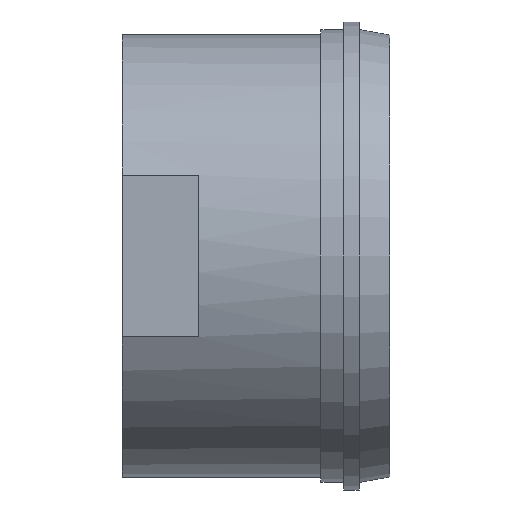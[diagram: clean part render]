
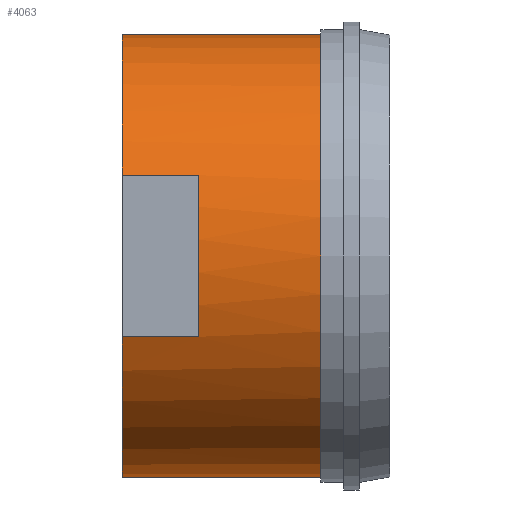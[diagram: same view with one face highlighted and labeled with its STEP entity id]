
A CAD part, front view. The second image highlights one B-rep face of the part: STEP entity #4063.
In plain terms, the highlighted cylindrical face has radius 29 mm (diameter 58 mm), a partial arc.
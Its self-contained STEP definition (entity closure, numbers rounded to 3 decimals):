
#15 = VERTEX_POINT ( 'NONE', #2559 ) ;
#28 = DIRECTION ( 'NONE',  ( -1., 0., 0. ) ) ;
#69 = EDGE_CURVE ( 'NONE', #181, #3984, #422, .T. ) ;
#73 = CARTESIAN_POINT ( 'NONE',  ( -9., 0., 0. ) ) ;
#137 = LINE ( 'NONE', #1443, #2472 ) ;
#181 = VERTEX_POINT ( 'NONE', #716 ) ;
#202 = EDGE_CURVE ( 'NONE', #181, #3767, #137, .T. ) ;
#204 = AXIS2_PLACEMENT_3D ( 'NONE', #1619, #28, #333 ) ;
#333 = DIRECTION ( 'NONE',  ( 0., 0., 1. ) ) ;
#422 = CIRCLE ( 'NONE', #2680, 29. ) ;
#453 = DIRECTION ( 'NONE',  ( -1., 0., 0. ) ) ;
#501 = ORIENTED_EDGE ( 'NONE', *, *, #69, .F. ) ;
#558 = DIRECTION ( 'NONE',  ( -1., 0., 0. ) ) ;
#648 = EDGE_CURVE ( 'NONE', #4125, #3658, #2341, .T. ) ;
#714 = DIRECTION ( 'NONE',  ( 0., 0., 1. ) ) ;
#716 = CARTESIAN_POINT ( 'NONE',  ( -35., -27., 10.583 ) ) ;
#752 = AXIS2_PLACEMENT_3D ( 'NONE', #2156, #3146, #3170 ) ;
#785 = EDGE_CURVE ( 'NONE', #2591, #3767, #3094, .T. ) ;
#1060 = DIRECTION ( 'NONE',  ( 1., 0., 0. ) ) ;
#1153 = EDGE_CURVE ( 'NONE', #4125, #15, #2900, .T. ) ;
#1162 = CARTESIAN_POINT ( 'NONE',  ( -35., -27., -10.583 ) ) ;
#1243 = VECTOR ( 'NONE', #2264, 1000. ) ;
#1266 = EDGE_LOOP ( 'NONE', ( #2235, #2826, #4161, #501, #3827, #1865, #2669, #2432 ) ) ;
#1443 = CARTESIAN_POINT ( 'NONE',  ( -45.952, -27., 10.583 ) ) ;
#1513 = VERTEX_POINT ( 'NONE', #1162 ) ;
#1586 = CARTESIAN_POINT ( 'NONE',  ( -45.952, -27., -10.583 ) ) ;
#1619 = CARTESIAN_POINT ( 'NONE',  ( -45.952, 0., 0. ) ) ;
#1865 = ORIENTED_EDGE ( 'NONE', *, *, #785, .F. ) ;
#1924 = VECTOR ( 'NONE', #3497, 1000. ) ;
#2156 = CARTESIAN_POINT ( 'NONE',  ( -35., 0., 0. ) ) ;
#2202 = CARTESIAN_POINT ( 'NONE',  ( -25., -27., 10.583 ) ) ;
#2235 = ORIENTED_EDGE ( 'NONE', *, *, #1153, .F. ) ;
#2264 = DIRECTION ( 'NONE',  ( -1., 0., 0. ) ) ;
#2341 = CIRCLE ( 'NONE', #3012, 29. ) ;
#2353 = DIRECTION ( 'NONE',  ( -1., 0., 0. ) ) ;
#2359 = EDGE_CURVE ( 'NONE', #3658, #3984, #4204, .T. ) ;
#2432 = ORIENTED_EDGE ( 'NONE', *, *, #3746, .F. ) ;
#2472 = VECTOR ( 'NONE', #1060, 1000. ) ;
#2524 = VECTOR ( 'NONE', #2933, 1000. ) ;
#2559 = CARTESIAN_POINT ( 'NONE',  ( -35., 0., -29. ) ) ;
#2591 = VERTEX_POINT ( 'NONE', #3641 ) ;
#2669 = ORIENTED_EDGE ( 'NONE', *, *, #3174, .T. ) ;
#2680 = AXIS2_PLACEMENT_3D ( 'NONE', #3977, #453, #714 ) ;
#2826 = ORIENTED_EDGE ( 'NONE', *, *, #648, .T. ) ;
#2885 = CARTESIAN_POINT ( 'NONE',  ( -35., 0., 29. ) ) ;
#2900 = LINE ( 'NONE', #3892, #1243 ) ;
#2906 = CYLINDRICAL_SURFACE ( 'NONE', #204, 29. ) ;
#2914 = LINE ( 'NONE', #1586, #1924 ) ;
#2933 = DIRECTION ( 'NONE',  ( -1., 0., 0. ) ) ;
#3012 = AXIS2_PLACEMENT_3D ( 'NONE', #73, #2353, #3313 ) ;
#3020 = CARTESIAN_POINT ( 'NONE',  ( -9., 0., -29. ) ) ;
#3094 = CIRCLE ( 'NONE', #4115, 29. ) ;
#3146 = DIRECTION ( 'NONE',  ( -1., 0., 0. ) ) ;
#3170 = DIRECTION ( 'NONE',  ( 0., 0., 1. ) ) ;
#3174 = EDGE_CURVE ( 'NONE', #2591, #1513, #2914, .T. ) ;
#3258 = CARTESIAN_POINT ( 'NONE',  ( -45.952, 0., 29. ) ) ;
#3280 = CARTESIAN_POINT ( 'NONE',  ( -9., 0., 29. ) ) ;
#3293 = FACE_OUTER_BOUND ( 'NONE', #1266, .T. ) ;
#3313 = DIRECTION ( 'NONE',  ( 0., 0., 1. ) ) ;
#3440 = DIRECTION ( 'NONE',  ( 0., 0., -1. ) ) ;
#3497 = DIRECTION ( 'NONE',  ( -1., 0., 0. ) ) ;
#3641 = CARTESIAN_POINT ( 'NONE',  ( -25., -27., -10.583 ) ) ;
#3658 = VERTEX_POINT ( 'NONE', #3280 ) ;
#3746 = EDGE_CURVE ( 'NONE', #15, #1513, #3773, .T. ) ;
#3767 = VERTEX_POINT ( 'NONE', #2202 ) ;
#3773 = CIRCLE ( 'NONE', #752, 29. ) ;
#3826 = CARTESIAN_POINT ( 'NONE',  ( -25., 0., 0. ) ) ;
#3827 = ORIENTED_EDGE ( 'NONE', *, *, #202, .T. ) ;
#3892 = CARTESIAN_POINT ( 'NONE',  ( -45.952, 0., -29. ) ) ;
#3977 = CARTESIAN_POINT ( 'NONE',  ( -35., 0., 0. ) ) ;
#3984 = VERTEX_POINT ( 'NONE', #2885 ) ;
#4063 = ADVANCED_FACE ( 'NONE', ( #3293 ), #2906, .T. ) ;
#4115 = AXIS2_PLACEMENT_3D ( 'NONE', #3826, #558, #3440 ) ;
#4125 = VERTEX_POINT ( 'NONE', #3020 ) ;
#4161 = ORIENTED_EDGE ( 'NONE', *, *, #2359, .T. ) ;
#4204 = LINE ( 'NONE', #3258, #2524 ) ;
